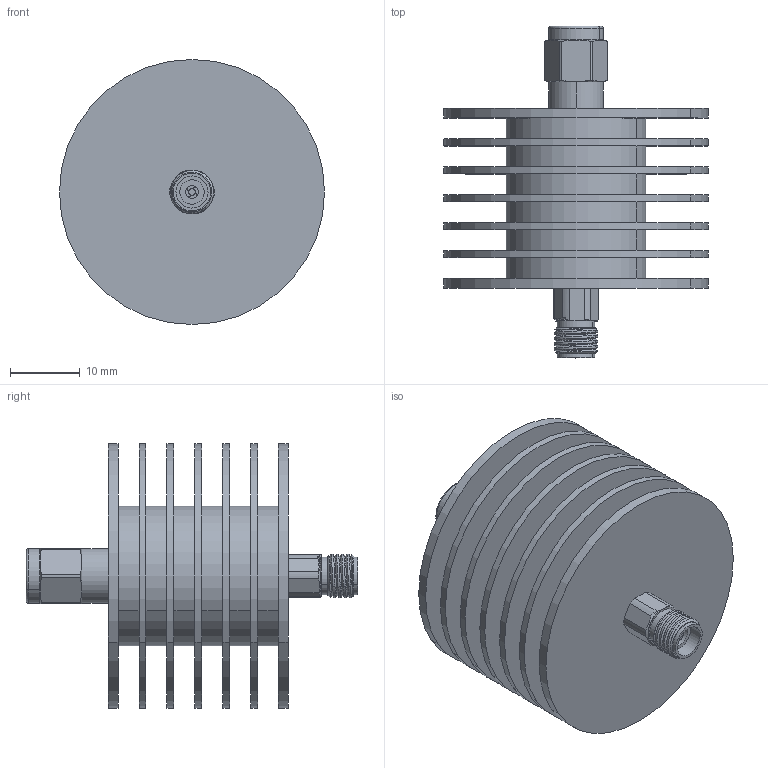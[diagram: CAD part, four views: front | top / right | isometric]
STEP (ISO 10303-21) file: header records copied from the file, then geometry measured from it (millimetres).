
FILE_DESCRIPTION (( 'STEP AP214' ), '1' );
FILE_NAME ('CA-3-9-2, Defeatured.STEP', '2024-09-25T00:04:11', ( '' ), ( '' ), 'SwSTEP 2.0', 'SolidWorks 2021', '' );
FILE_SCHEMA (( 'AUTOMOTIVE_DESIGN' ));
Length unit declared in the file: millimetre
Products named in the file (1): CA-3-9-2, Defeatured
Bounding box: 38 x 47.6 x 38 mm (x, y, z)
Volume: 15199.1 mm3; surface area: 15037.1 mm2
Topology: 2 solids, 2 shells, 174 faces, 422 edges, 278 vertices
Faces by surface type: cylinder 87, plane 60, cone 19, bspline 6, torus 2
Entity records: 7537 total; most frequent: CARTESIAN_POINT 3480, ORIENTED_EDGE 844, DIRECTION 843, EDGE_CURVE 422, AXIS2_PLACEMENT_3D 343, VERTEX_POINT 278, EDGE_LOOP 200, ADVANCED_FACE 174
